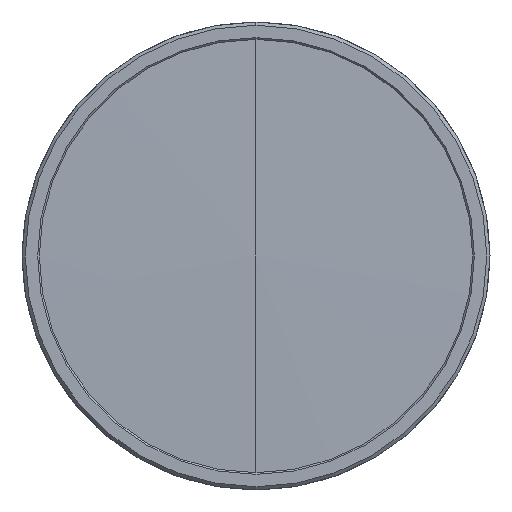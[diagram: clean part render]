
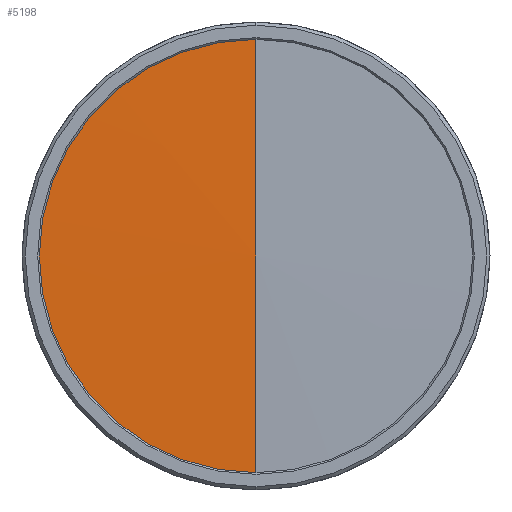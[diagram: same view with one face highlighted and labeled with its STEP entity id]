
A CAD part, left-side view. The second image highlights one B-rep face of the part: STEP entity #5198.
In plain terms, the highlighted conical face has half-angle 89.167 degrees and reference radius 68.816 mm.
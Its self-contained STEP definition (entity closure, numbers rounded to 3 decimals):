
#282 = VERTEX_POINT ( 'NONE', #3358 ) ;
#306 = ORIENTED_EDGE ( 'NONE', *, *, #665, .F. ) ;
#414 = DIRECTION ( 'NONE',  ( 1., 0., 0. ) ) ;
#665 = EDGE_CURVE ( 'NONE', #4426, #3853, #4654, .T. ) ;
#767 = AXIS2_PLACEMENT_3D ( 'NONE', #4414, #414, #4434 ) ;
#875 = CARTESIAN_POINT ( 'NONE',  ( 0.955, 65.75, 0. ) ) ;
#1281 = VECTOR ( 'NONE', #3618, 1000. ) ;
#1654 = EDGE_CURVE ( 'NONE', #3853, #282, #2117, .T. ) ;
#1764 = AXIS2_PLACEMENT_3D ( 'NONE', #2293, #4083, #3629 ) ;
#1992 = EDGE_CURVE ( 'NONE', #4016, #282, #2178, .T. ) ;
#2117 = CIRCLE ( 'NONE', #2627, 65.75 ) ;
#2178 = LINE ( 'NONE', #4905, #5541 ) ;
#2293 = CARTESIAN_POINT ( 'NONE',  ( 0.955, 0., 0. ) ) ;
#2364 = EDGE_CURVE ( 'NONE', #4016, #4426, #5611, .T. ) ;
#2627 = AXIS2_PLACEMENT_3D ( 'NONE', #5421, #2749, #3676 ) ;
#2636 = CARTESIAN_POINT ( 'NONE',  ( 0.955, 0., -65.75 ) ) ;
#2722 = DIRECTION ( 'NONE',  ( 0.015, 0., 1. ) ) ;
#2749 = DIRECTION ( 'NONE',  ( 1., 0., 0. ) ) ;
#2889 = ORIENTED_EDGE ( 'NONE', *, *, #1992, .T. ) ;
#3179 = FACE_OUTER_BOUND ( 'NONE', #4074, .T. ) ;
#3238 = ORIENTED_EDGE ( 'NONE', *, *, #1654, .F. ) ;
#3358 = CARTESIAN_POINT ( 'NONE',  ( 0.955, 0., 65.75 ) ) ;
#3466 = ORIENTED_EDGE ( 'NONE', *, *, #2364, .F. ) ;
#3618 = DIRECTION ( 'NONE',  ( 0.015, 0., -1. ) ) ;
#3629 = DIRECTION ( 'NONE',  ( 0., 0., -1. ) ) ;
#3676 = DIRECTION ( 'NONE',  ( 0., 0., -1. ) ) ;
#3740 = CONICAL_SURFACE ( 'NONE', #767, 68.816, 1.556 ) ;
#3853 = VERTEX_POINT ( 'NONE', #875 ) ;
#4016 = VERTEX_POINT ( 'NONE', #4543 ) ;
#4074 = EDGE_LOOP ( 'NONE', ( #3466, #2889, #3238, #306 ) ) ;
#4083 = DIRECTION ( 'NONE',  ( 1., 0., 0. ) ) ;
#4414 = CARTESIAN_POINT ( 'NONE',  ( 1., 0., 0. ) ) ;
#4426 = VERTEX_POINT ( 'NONE', #2636 ) ;
#4434 = DIRECTION ( 'NONE',  ( 0., 0., -1. ) ) ;
#4543 = CARTESIAN_POINT ( 'NONE',  ( 0., 0., 0. ) ) ;
#4654 = CIRCLE ( 'NONE', #1764, 65.75 ) ;
#4873 = CARTESIAN_POINT ( 'NONE',  ( 1., 0., -68.816 ) ) ;
#4905 = CARTESIAN_POINT ( 'NONE',  ( 1., 0., 68.816 ) ) ;
#5198 = ADVANCED_FACE ( 'NONE', ( #3179 ), #3740, .T. ) ;
#5421 = CARTESIAN_POINT ( 'NONE',  ( 0.955, 0., 0. ) ) ;
#5541 = VECTOR ( 'NONE', #2722, 1000. ) ;
#5611 = LINE ( 'NONE', #4873, #1281 ) ;
